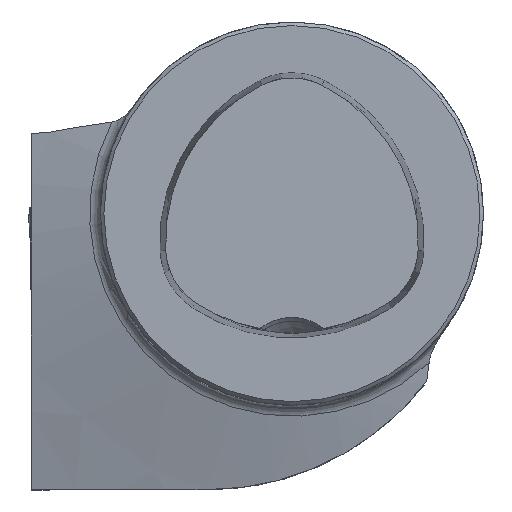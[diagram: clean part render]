
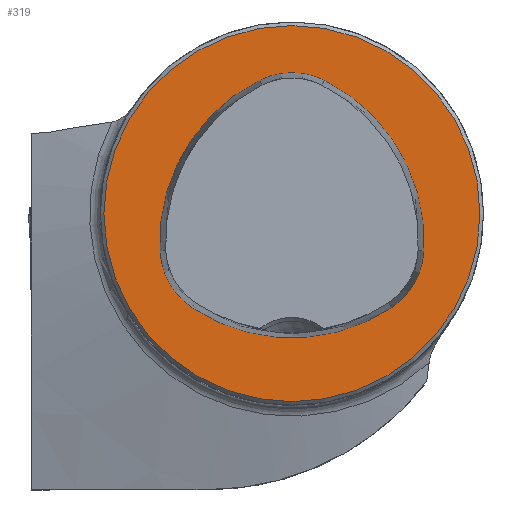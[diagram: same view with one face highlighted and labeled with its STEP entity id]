
A CAD part, top view. The second image highlights one B-rep face of the part: STEP entity #319.
In plain terms, the highlighted planar face has unit normal (0, 0, 1).
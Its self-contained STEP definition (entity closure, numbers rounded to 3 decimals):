
#130=FACE_BOUND('',#625,.T.);
#131=FACE_BOUND('',#626,.T.);
#250=CIRCLE('',#2579,15.063);
#252=CIRCLE('',#2582,15.063);
#253=CIRCLE('',#2583,6.063);
#254=CIRCLE('',#2584,15.063);
#255=CIRCLE('',#2585,6.063);
#256=CIRCLE('',#2586,6.063);
#257=CIRCLE('',#2587,15.7);
#319=ADVANCED_FACE('CU_E_LO_SU_1',(#130,#131),#435,.T.);
#435=PLANE('',#2588);
#625=EDGE_LOOP('',(#1001,#1002,#1003,#1004,#1005,#1006));
#626=EDGE_LOOP('',(#1007));
#1001=ORIENTED_EDGE('',*,*,#1865,.F.);
#1002=ORIENTED_EDGE('',*,*,#1866,.F.);
#1003=ORIENTED_EDGE('',*,*,#1867,.F.);
#1004=ORIENTED_EDGE('',*,*,#1868,.F.);
#1005=ORIENTED_EDGE('',*,*,#1862,.F.);
#1006=ORIENTED_EDGE('',*,*,#1869,.F.);
#1007=ORIENTED_EDGE('',*,*,#1870,.T.);
#1615=VERTEX_POINT('',#4120);
#1616=VERTEX_POINT('',#4122);
#1618=VERTEX_POINT('',#4128);
#1619=VERTEX_POINT('',#4129);
#1620=VERTEX_POINT('',#4131);
#1621=VERTEX_POINT('',#4133);
#1622=VERTEX_POINT('',#4137);
#1862=EDGE_CURVE('',#1615,#1616,#250,.T.);
#1865=EDGE_CURVE('',#1618,#1619,#252,.T.);
#1866=EDGE_CURVE('',#1620,#1618,#253,.T.);
#1867=EDGE_CURVE('',#1621,#1620,#254,.T.);
#1868=EDGE_CURVE('',#1616,#1621,#255,.T.);
#1869=EDGE_CURVE('',#1619,#1615,#256,.T.);
#1870=EDGE_CURVE('',#1622,#1622,#257,.T.);
#2579=AXIS2_PLACEMENT_3D('',#4121,#2953,#2954);
#2582=AXIS2_PLACEMENT_3D('',#4127,#2960,#2961);
#2583=AXIS2_PLACEMENT_3D('',#4130,#2962,#2963);
#2584=AXIS2_PLACEMENT_3D('',#4132,#2964,#2965);
#2585=AXIS2_PLACEMENT_3D('',#4134,#2966,#2967);
#2586=AXIS2_PLACEMENT_3D('',#4135,#2968,#2969);
#2587=AXIS2_PLACEMENT_3D('',#4136,#2970,#2971);
#2588=AXIS2_PLACEMENT_3D('',#4138,#2972,#2973);
#2953=DIRECTION('',(0.,0.,1.));
#2954=DIRECTION('',(1.,0.,0.));
#2960=DIRECTION('',(0.,0.,1.));
#2961=DIRECTION('',(1.,0.,0.));
#2962=DIRECTION('',(0.,0.,1.));
#2963=DIRECTION('',(1.,0.,0.));
#2964=DIRECTION('',(0.,0.,1.));
#2965=DIRECTION('',(1.,0.,0.));
#2966=DIRECTION('',(0.,0.,1.));
#2967=DIRECTION('',(1.,0.,0.));
#2968=DIRECTION('',(0.,0.,1.));
#2969=DIRECTION('',(1.,0.,0.));
#2970=DIRECTION('',(0.,0.,1.));
#2971=DIRECTION('',(1.,0.,0.));
#2972=DIRECTION('',(0.,0.,1.));
#2973=DIRECTION('',(1.,0.,0.));
#4120=CARTESIAN_POINT('',(-8.299,-7.87,0.));
#4121=CARTESIAN_POINT('',(0.,4.7,0.));
#4122=CARTESIAN_POINT('',(8.299,-7.87,0.));
#4127=CARTESIAN_POINT('',(4.029,-2.348,0.));
#4128=CARTESIAN_POINT('',(-2.714,11.121,0.));
#4129=CARTESIAN_POINT('',(-11.014,-3.122,0.));
#4130=CARTESIAN_POINT('',(0.,5.7,0.));
#4131=CARTESIAN_POINT('',(2.714,11.121,0.));
#4132=CARTESIAN_POINT('',(-4.029,-2.348,0.));
#4133=CARTESIAN_POINT('',(11.014,-3.122,0.));
#4134=CARTESIAN_POINT('',(4.959,-2.811,0.));
#4135=CARTESIAN_POINT('',(-4.959,-2.811,0.));
#4136=CARTESIAN_POINT('',(0.,0.,0.));
#4137=CARTESIAN_POINT('',(15.7,0.,0.));
#4138=CARTESIAN_POINT('',(0.,0.,0.));
